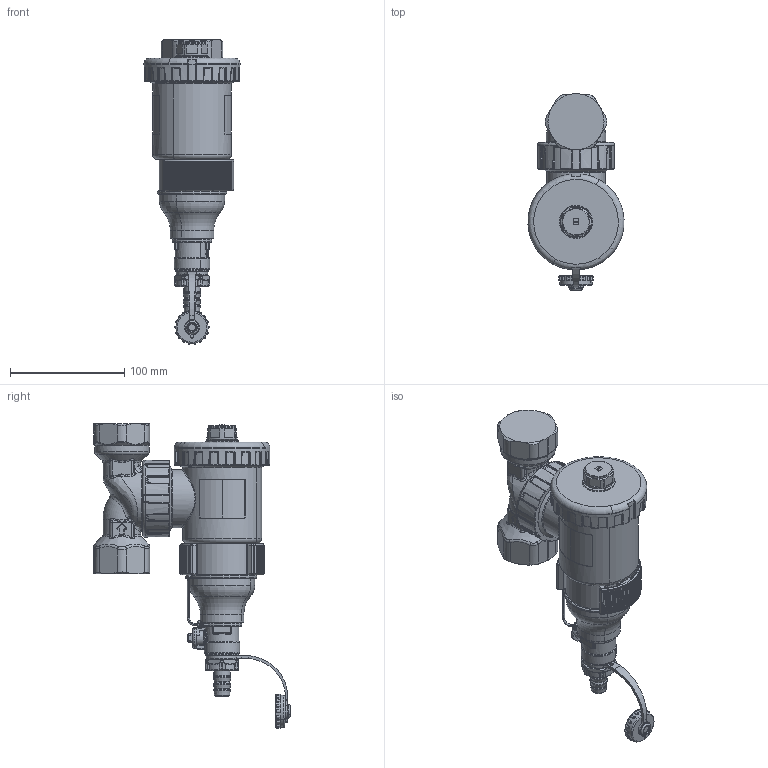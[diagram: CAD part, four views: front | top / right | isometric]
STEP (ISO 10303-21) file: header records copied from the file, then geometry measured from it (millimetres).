
FILE_DESCRIPTION(('CATIA V5 STEP Exchange','CAx-IF Rec.Pracs.--- Model Styling and Organization---1.5--- 2016-08-15','CAx-IF Rec.Pracs.---Supplemental Geometry---1.0---2011-11-01','CAx-IF Rec.Pracs.--- Composite Materials ---3.4---2017-06-13','CAx-IF Rec.Pracs.---Tessellated 3D Geometry---1.0---2015-12-17'),'2;1');
FILE_NAME('STEP_545307_-_TST.stp','2023-06-27T14:14:43+00:00',('none'),('none'),'CATIA Version 5-6 Release 2020 SP5','CATIA V5 STEP AP242 v2','none');
FILE_SCHEMA(('AP242_MANAGED_MODEL_BASED_3D_ENGINEERING_MIM_LF {1 0 10303 442 1 1 4}'));
Products named in the file (1): 545307 - TST
Bounding box: 83.88 x 171.42 x 266.05 mm (x, y, z)
Volume: 872922.9 mm3; surface area: 98750.8 mm2
Topology: 2 solids, 3 shells, 3766 faces, 9057 edges, 5102 vertices
Faces by surface type: bspline 1139, cylinder 1066, plane 673, torus 576, cone 206, sphere 104, revolution 2
Entity records: 171464 total; most frequent: CARTESIAN_POINT 98044, ORIENTED_EDGE 17668, EDGE_CURVE 8834, DIRECTION 8688, VERTEX_POINT 5102, AXIS2_PLACEMENT_3D 4918, B_SPLINE_CURVE_WITH_KNOTS 3916, EDGE_LOOP 3820
